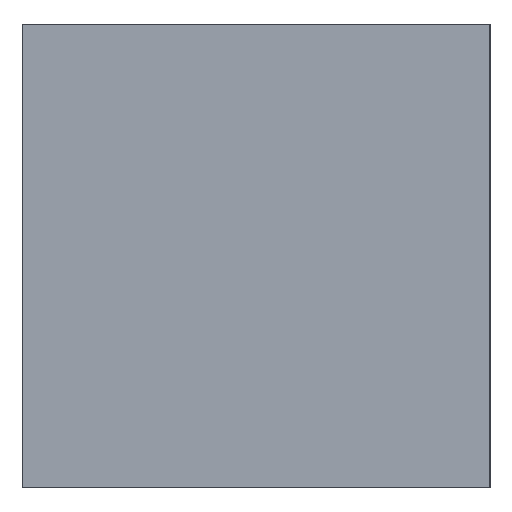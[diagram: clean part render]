
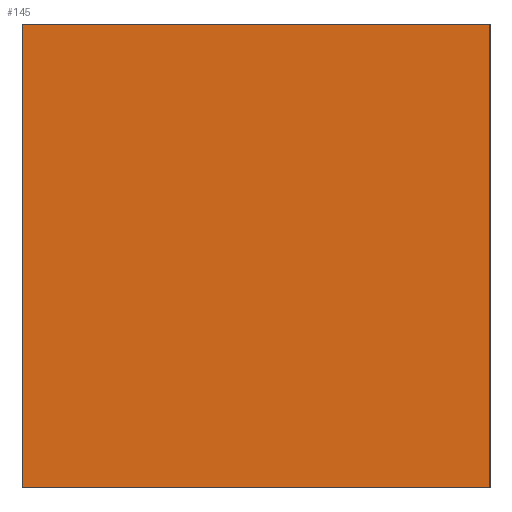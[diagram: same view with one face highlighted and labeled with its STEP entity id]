
A CAD part, left-side view. The second image highlights one B-rep face of the part: STEP entity #145.
In plain terms, the highlighted planar face has unit normal (-1, 0, 0).
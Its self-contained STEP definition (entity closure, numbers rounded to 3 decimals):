
#2 = CARTESIAN_POINT ( 'NONE',  ( 58.5, 5.75, 0. ) ) ;
#41 = VERTEX_POINT ( 'NONE', #365 ) ;
#59 = VERTEX_POINT ( 'NONE', #414 ) ;
#69 = EDGE_CURVE ( 'NONE', #376, #41, #507, .T. ) ;
#101 = CARTESIAN_POINT ( 'NONE',  ( 58.5, -5.75, 11.4 ) ) ;
#103 = VECTOR ( 'NONE', #197, 1000. ) ;
#112 = ORIENTED_EDGE ( 'NONE', *, *, #69, .F. ) ;
#119 = DIRECTION ( 'NONE',  ( 0., 0., -1. ) ) ;
#145 = ADVANCED_FACE ( 'NONE', ( #165 ), #442, .F. ) ;
#164 = CARTESIAN_POINT ( 'NONE',  ( 58.5, 5.75, 11.4 ) ) ;
#165 = FACE_OUTER_BOUND ( 'NONE', #177, .T. ) ;
#169 = VECTOR ( 'NONE', #119, 1000. ) ;
#177 = EDGE_LOOP ( 'NONE', ( #279, #200, #112, #180 ) ) ;
#179 = DIRECTION ( 'NONE',  ( 0., -1., 0. ) ) ;
#180 = ORIENTED_EDGE ( 'NONE', *, *, #469, .T. ) ;
#187 = AXIS2_PLACEMENT_3D ( 'NONE', #392, #525, #572 ) ;
#191 = CARTESIAN_POINT ( 'NONE',  ( 58.5, -5.75, 0. ) ) ;
#197 = DIRECTION ( 'NONE',  ( 0., 0., -1. ) ) ;
#200 = ORIENTED_EDGE ( 'NONE', *, *, #330, .F. ) ;
#248 = LINE ( 'NONE', #101, #103 ) ;
#279 = ORIENTED_EDGE ( 'NONE', *, *, #372, .T. ) ;
#330 = EDGE_CURVE ( 'NONE', #41, #59, #248, .T. ) ;
#345 = LINE ( 'NONE', #191, #574 ) ;
#352 = LINE ( 'NONE', #164, #169 ) ;
#365 = CARTESIAN_POINT ( 'NONE',  ( 58.5, -5.75, 11.4 ) ) ;
#372 = EDGE_CURVE ( 'NONE', #541, #59, #345, .T. ) ;
#376 = VERTEX_POINT ( 'NONE', #426 ) ;
#392 = CARTESIAN_POINT ( 'NONE',  ( 58.5, -5.75, 11.4 ) ) ;
#414 = CARTESIAN_POINT ( 'NONE',  ( 58.5, -5.75, 0. ) ) ;
#418 = VECTOR ( 'NONE', #179, 1000. ) ;
#426 = CARTESIAN_POINT ( 'NONE',  ( 58.5, 5.75, 11.4 ) ) ;
#442 = PLANE ( 'NONE',  #187 ) ;
#458 = CARTESIAN_POINT ( 'NONE',  ( 58.5, -5.75, 11.4 ) ) ;
#469 = EDGE_CURVE ( 'NONE', #376, #541, #352, .T. ) ;
#507 = LINE ( 'NONE', #458, #418 ) ;
#525 = DIRECTION ( 'NONE',  ( 1., 0., 0. ) ) ;
#528 = DIRECTION ( 'NONE',  ( 0., -1., 0. ) ) ;
#541 = VERTEX_POINT ( 'NONE', #2 ) ;
#572 = DIRECTION ( 'NONE',  ( 0., 0., -1. ) ) ;
#574 = VECTOR ( 'NONE', #528, 1000. ) ;
